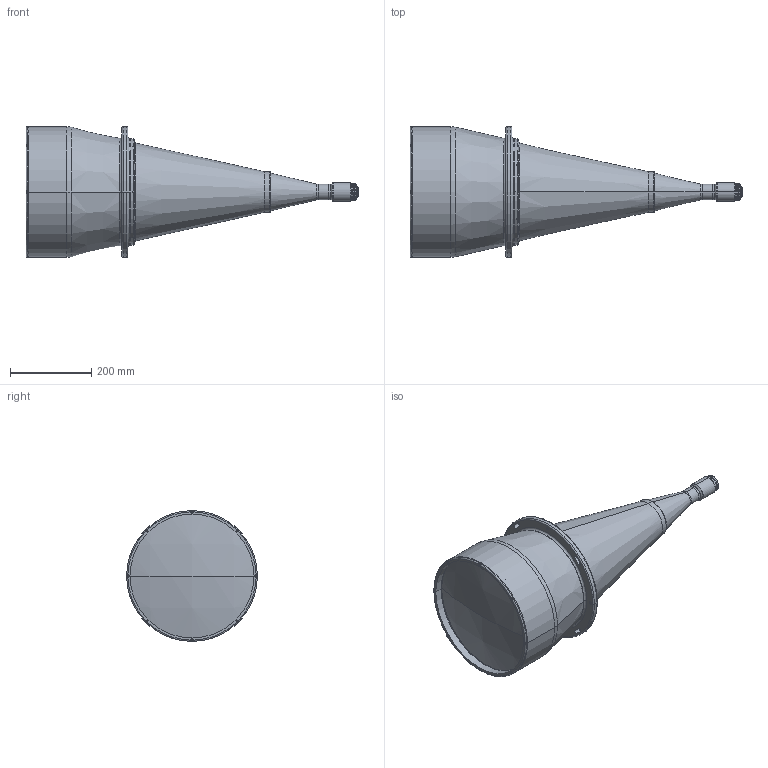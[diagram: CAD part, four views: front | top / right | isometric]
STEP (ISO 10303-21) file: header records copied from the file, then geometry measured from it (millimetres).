
FILE_DESCRIPTION (( 'STEP AP203' ), '1' );
FILE_NAME ('DP32131-A_TC4MHRP240-C.step', '2022-06-13T12:06:24', ( '' ), ( '' ), 'SwSTEP 2.0', 'SolidWorks 2021', '' );
FILE_SCHEMA (( 'CONFIG_CONTROL_DESIGN' ));
Length unit declared in the file: millimetre
Products named in the file (1): DP32131-A_TC4MHRP240-C
Bounding box: 817.66 x 322 x 322 mm (x, y, z)
Surface area: 712388.4 mm2 (no closed solid volume)
Topology: 0 solids, 27 shells, 243 faces, 818 edges, 588 vertices
Faces by surface type: cylinder 96, plane 68, torus 53, cone 18, bspline 6, sphere 2
Entity records: 10409 total; most frequent: CARTESIAN_POINT 3018, DIRECTION 1680, ORIENTED_EDGE 1282, EDGE_CURVE 818, AXIS2_PLACEMENT_3D 698, VERTEX_POINT 588, CIRCLE 460, EDGE_LOOP 318
